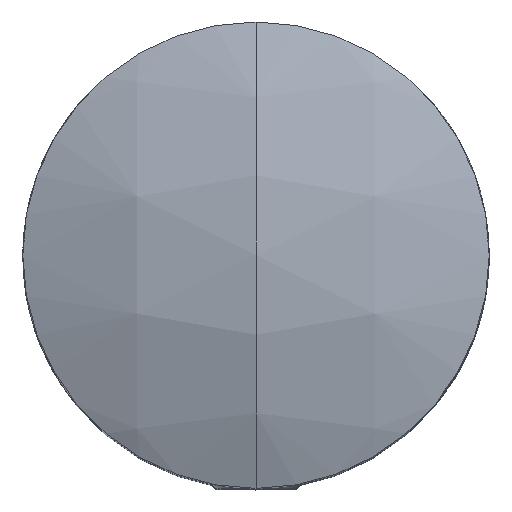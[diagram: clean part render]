
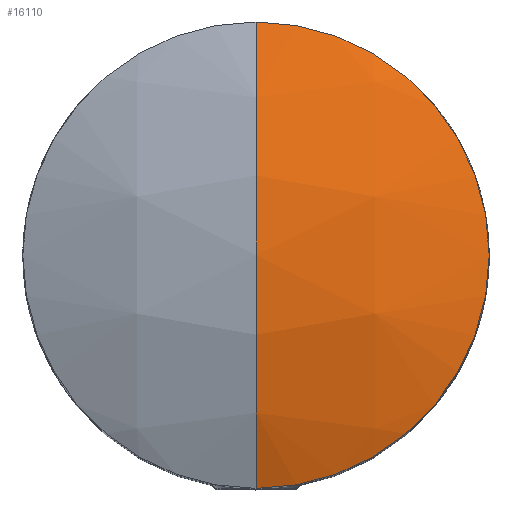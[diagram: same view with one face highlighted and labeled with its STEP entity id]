
A CAD part, top view. The second image highlights one B-rep face of the part: STEP entity #16110.
In plain terms, the highlighted spherical face has radius 28 mm.
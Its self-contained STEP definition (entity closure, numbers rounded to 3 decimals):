
#1175 = DIRECTION ( 'NONE',  ( 0., 1., 0. ) ) ;
#2045 = AXIS2_PLACEMENT_3D ( 'NONE', #17746, #17554, #16232 ) ;
#2453 = CARTESIAN_POINT ( 'NONE',  ( 11., 0., 8.749 ) ) ;
#2745 = SPHERICAL_SURFACE ( 'NONE', #9399, 28. ) ;
#3318 = EDGE_CURVE ( 'NONE', #11899, #18319, #14169, .T. ) ;
#4079 = ORIENTED_EDGE ( 'NONE', *, *, #9389, .F. ) ;
#4693 = AXIS2_PLACEMENT_3D ( 'NONE', #18681, #5169, #6875 ) ;
#5169 = DIRECTION ( 'NONE',  ( 0., 0., -1. ) ) ;
#6549 = VERTEX_POINT ( 'NONE', #12191 ) ;
#6659 = DIRECTION ( 'NONE',  ( 0., 1., 0. ) ) ;
#6875 = DIRECTION ( 'NONE',  ( -1., 0., 0. ) ) ;
#7021 = ORIENTED_EDGE ( 'NONE', *, *, #17144, .F. ) ;
#8120 = CARTESIAN_POINT ( 'NONE',  ( 0., 0., -17. ) ) ;
#8242 = ORIENTED_EDGE ( 'NONE', *, *, #17638, .T. ) ;
#8844 = DIRECTION ( 'NONE',  ( 1., 0., 0. ) ) ;
#9142 = FACE_OUTER_BOUND ( 'NONE', #12433, .T. ) ;
#9389 = EDGE_CURVE ( 'NONE', #6549, #10222, #13866, .T. ) ;
#9399 = AXIS2_PLACEMENT_3D ( 'NONE', #13467, #8844, #1175 ) ;
#10222 = VERTEX_POINT ( 'NONE', #11636 ) ;
#11636 = CARTESIAN_POINT ( 'NONE',  ( 0., 11., 8.749 ) ) ;
#11899 = VERTEX_POINT ( 'NONE', #2453 ) ;
#12191 = CARTESIAN_POINT ( 'NONE',  ( 0., 0., 11. ) ) ;
#12433 = EDGE_LOOP ( 'NONE', ( #4079, #8242, #17659, #7021 ) ) ;
#12462 = CARTESIAN_POINT ( 'NONE',  ( 0., 0., -17. ) ) ;
#12911 = CARTESIAN_POINT ( 'NONE',  ( 0., -11., 8.749 ) ) ;
#13467 = CARTESIAN_POINT ( 'NONE',  ( 0., 0., -17. ) ) ;
#13866 = CIRCLE ( 'NONE', #15274, 28. ) ;
#14018 = DIRECTION ( 'NONE',  ( -1., 0., 0. ) ) ;
#14169 = CIRCLE ( 'NONE', #2045, 11. ) ;
#15274 = AXIS2_PLACEMENT_3D ( 'NONE', #12462, #14018, #18714 ) ;
#15313 = AXIS2_PLACEMENT_3D ( 'NONE', #8120, #18653, #6659 ) ;
#16110 = ADVANCED_FACE ( 'NONE', ( #9142 ), #2745, .T. ) ;
#16160 = CIRCLE ( 'NONE', #4693, 11. ) ;
#16232 = DIRECTION ( 'NONE',  ( -1., 0., 0. ) ) ;
#17144 = EDGE_CURVE ( 'NONE', #10222, #11899, #16160, .T. ) ;
#17554 = DIRECTION ( 'NONE',  ( 0., 0., -1. ) ) ;
#17579 = CIRCLE ( 'NONE', #15313, 28. ) ;
#17638 = EDGE_CURVE ( 'NONE', #6549, #18319, #17579, .T. ) ;
#17659 = ORIENTED_EDGE ( 'NONE', *, *, #3318, .F. ) ;
#17746 = CARTESIAN_POINT ( 'NONE',  ( 0., 0., 8.749 ) ) ;
#18319 = VERTEX_POINT ( 'NONE', #12911 ) ;
#18653 = DIRECTION ( 'NONE',  ( 1., 0., 0. ) ) ;
#18681 = CARTESIAN_POINT ( 'NONE',  ( 0., 0., 8.749 ) ) ;
#18714 = DIRECTION ( 'NONE',  ( 0., 0., 1. ) ) ;
